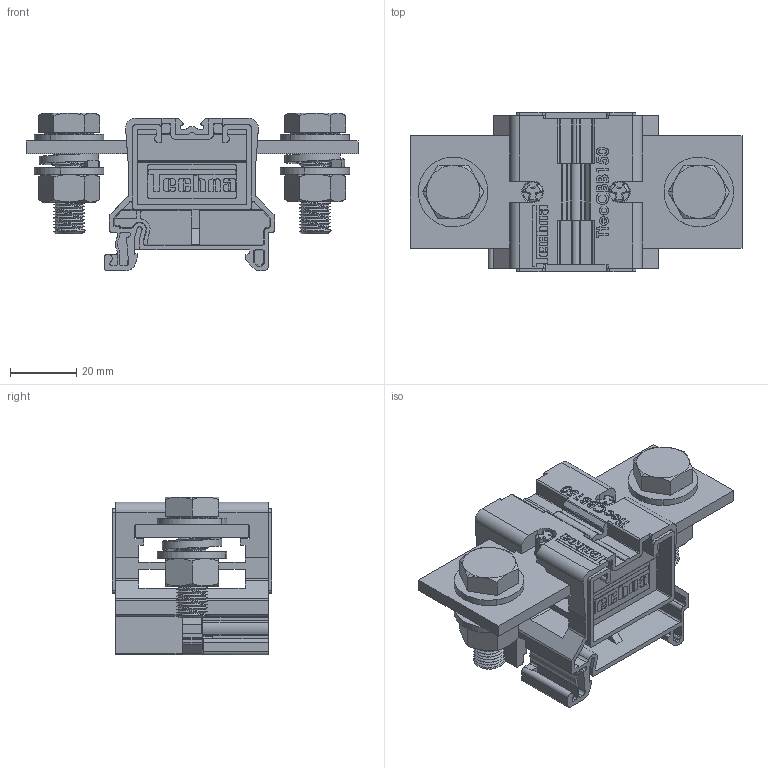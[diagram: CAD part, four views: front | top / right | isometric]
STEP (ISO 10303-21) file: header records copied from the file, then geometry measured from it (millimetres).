
FILE_DESCRIPTION (( 'STEP AP214' ), '1' );
FILE_NAME ('TtecCBB150.STEP', '2020-06-16T13:22:50', ( '' ), ( '' ), 'SwSTEP 2.0', 'SolidWorks 2020', '' );
FILE_SCHEMA (( 'AUTOMOTIVE_DESIGN' ));
Length unit declared in the file: millimetre
Products named in the file (1): TtecCBB150
Bounding box: 100 x 48 x 47.53 mm (x, y, z)
Volume: 52425.7 mm3; surface area: 42133.3 mm2
Topology: 1 solids, 1 shells, 1411 faces, 3920 edges, 2570 vertices
Faces by surface type: plane 655, cylinder 498, cone 101, bspline 101, torus 40, sphere 16
Entity records: 65746 total; most frequent: CARTESIAN_POINT 22093, ORIENTED_EDGE 7840, DIRECTION 7216, EDGE_CURVE 3920, VERTEX_POINT 2570, AXIS2_PLACEMENT_3D 2432, VECTOR 2352, LINE 2352
